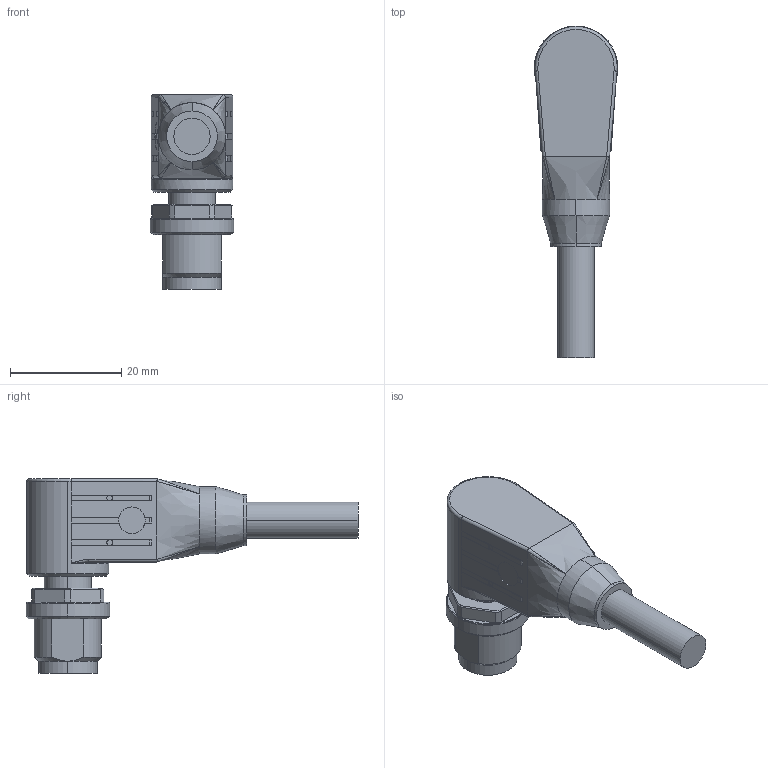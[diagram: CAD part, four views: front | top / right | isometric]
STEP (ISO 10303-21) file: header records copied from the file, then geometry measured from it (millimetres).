
FILE_DESCRIPTION((''),'2;1');
FILE_NAME('CAD-8592','2022-11-07T08:53:12',('creinig-se'),(''),'CREO PARAMETRIC BY PTC INC, 2019292','CREO PARAMETRIC BY PTC INC, 2019292','');
FILE_SCHEMA(('CONFIG_CONTROL_DESIGN','SHAPE_APPEARANCE_LAYERS_GROUPS'));
Length unit declared in the file: millimetre
Products named in the file (1): CAD-8592
Bounding box: 15 x 59.6 x 35 mm (x, y, z)
Volume: 9061.1 mm3; surface area: 3929.4 mm2
Topology: 1 solids, 1 shells, 202 faces, 537 edges, 349 vertices
Faces by surface type: plane 79, cylinder 69, bspline 34, cone 14, torus 6
Entity records: 10405 total; most frequent: CARTESIAN_POINT 2858, DIRECTION 1062, ORIENTED_EDGE 1062, PRESENTATION_STYLE_ASSIGNMENT 605, STYLED_ITEM 532, CURVE_STYLE 531, EDGE_CURVE 531, AXIS2_PLACEMENT_3D 428
